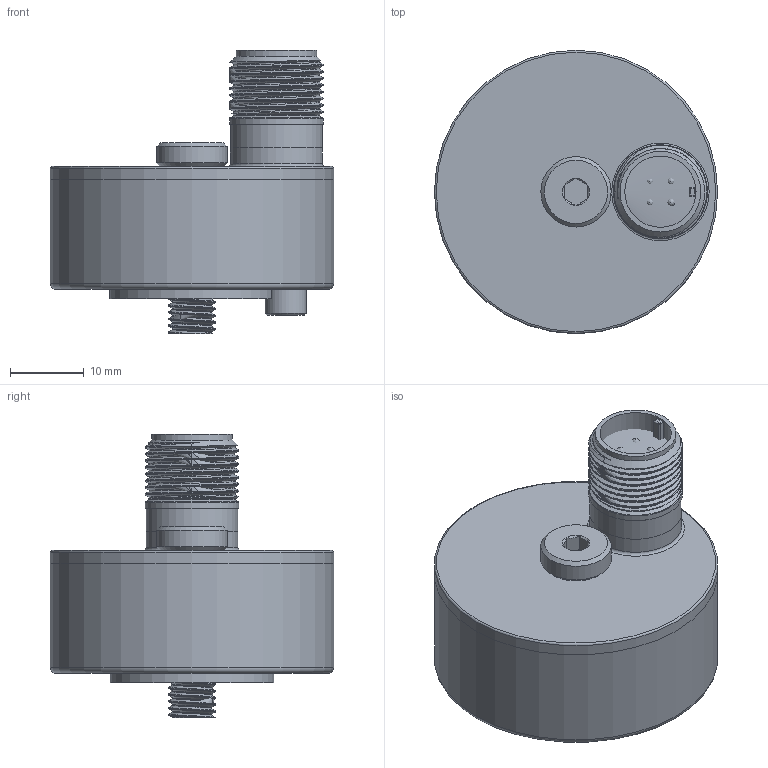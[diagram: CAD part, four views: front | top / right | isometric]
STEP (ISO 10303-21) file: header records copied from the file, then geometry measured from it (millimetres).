
FILE_DESCRIPTION(/* description */ (''),/* implementation_level */ '2;1');
FILE_NAME(/* name */ 'TCEB SERIES.stp',/* time_stamp */ '2021-06-18T11:17:03-04:00',/* author */ ('lcup'),/* organization */ (''),/* preprocessor_version */ 'ST-DEVELOPER v18',/* originating_system */ 'Autodesk Inventor 2020',/* authorisation */ '');
FILE_SCHEMA (('AUTOMOTIVE_DESIGN { 1 0 10303 214 3 1 1 }'));
Length unit declared in the file: inch
Products named in the file (18): TCEB SERIES; ACP50401; ACP50402; ACP50348; ACP32131; ACP50388; EPA10752; ACP50216; EPN11183; ACP32252; EPN11185; EPN11067; EPN11066; 0507-0-15-15-31-27-10-0; EPN11256; ACP50202; TCEB SERIES.Harness2; TCEB SERIES.Harness2_1
Assembly tree (24 placements, depth 3):
  TCEB SERIES
    ACP50401
    ACP50402
    ACP50348
    ACP32131
    ACP50388
    EPA10752  x3
      ACP50216
      EPN11183
      ACP32252
      EPN11185
      EPN11067
      EPN11066
      0507-0-15-15-31-27-10-0
    EPN11256  x3
    ACP50202  x3
    TCEB SERIES.Harness2
      TCEB SERIES.Harness2_1
Bounding box: 38.35 x 38.35 x 38.35 mm (x, y, z)
Volume: 16653.4 mm3; surface area: 18478.1 mm2
Topology: 44 solids, 51 shells, 906 faces, 2233 edges, 1412 vertices
Faces by surface type: plane 286, bspline 238, cylinder 207, cone 74, torus 61, sphere 40
Full cylindrical faces by diameter (mm): 0.607 x6, 0.889 x4, 0.991 x6, 1.016 x11, 1.067 x6, 1.321 x6, 2.032 x8, 2.642 x1, 2.87 x3, 3.505 x1, 3.988 x6, 4.064 x3, 4.762 x1, 5.359 x1, 5.588 x1, 6.35 x12, 6.426 x3, 6.756 x1, 7.366 x3, 7.442 x3, 8.28 x3, 8.382 x3, 8.636 x3, 8.661 x2, 8.687 x3, 9.398 x9, 9.525 x4, 9.652 x2, 10.3 x1, 10.414 x2
Entity records: 35899 total; most frequent: CARTESIAN_POINT 18557, ORIENTED_EDGE 3484, DIRECTION 3001, EDGE_CURVE 1749, AXIS2_PLACEMENT_3D 1193, VERTEX_POINT 1101, EDGE_LOOP 816, FACE_OUTER_BOUND 733
